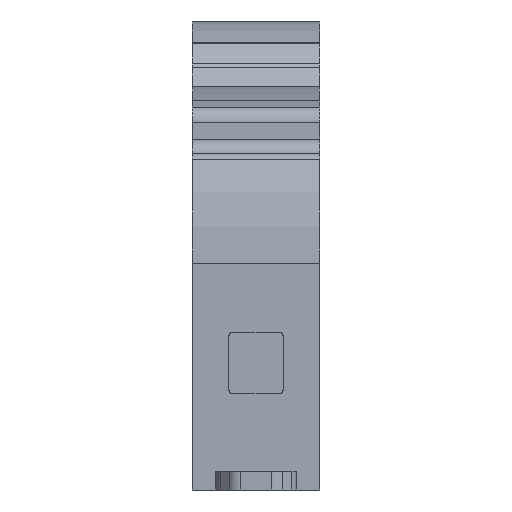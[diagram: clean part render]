
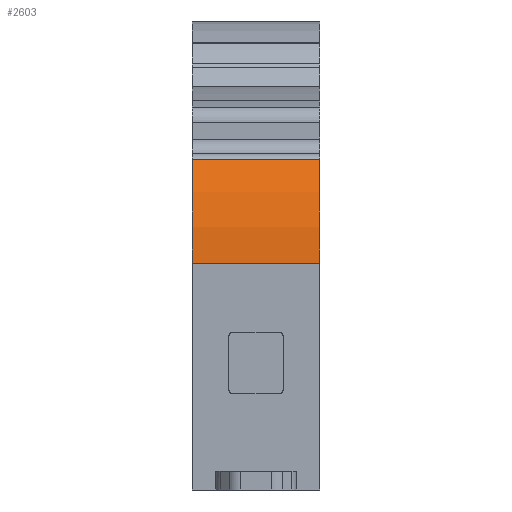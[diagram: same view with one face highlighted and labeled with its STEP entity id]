
A CAD part, front view. The second image highlights one B-rep face of the part: STEP entity #2603.
In plain terms, the highlighted cylindrical face has radius 30.125 mm (diameter 60.25 mm), a partial arc.
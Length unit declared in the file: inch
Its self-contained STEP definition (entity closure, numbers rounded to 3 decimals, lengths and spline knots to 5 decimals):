
#15 = DIRECTION ( 'NONE',  ( 0., 0., 1. ) ) ;
#184 = AXIS2_PLACEMENT_3D ( 'NONE', #3681, #2186, #996 ) ;
#449 = LINE ( 'NONE', #1633, #1367 ) ;
#645 = EDGE_LOOP ( 'NONE', ( #1561, #939, #1599, #959 ) ) ;
#710 = CARTESIAN_POINT ( 'NONE',  ( -0.34449, -1.533, 1.5436 ) ) ;
#838 = EDGE_CURVE ( 'NONE', #1412, #3518, #2028, .T. ) ;
#883 = FACE_OUTER_BOUND ( 'NONE', #645, .T. ) ;
#939 = ORIENTED_EDGE ( 'NONE', *, *, #1452, .T. ) ;
#957 = CARTESIAN_POINT ( 'NONE',  ( -0.34449, -1.67323, 0.98417 ) ) ;
#959 = ORIENTED_EDGE ( 'NONE', *, *, #838, .T. ) ;
#996 = DIRECTION ( 'NONE',  ( 0., 0., 1. ) ) ;
#1351 = DIRECTION ( 'NONE',  ( 1., 0., 0. ) ) ;
#1367 = VECTOR ( 'NONE', #1351, 39.37008 ) ;
#1412 = VERTEX_POINT ( 'NONE', #1961 ) ;
#1432 = CIRCLE ( 'NONE', #2936, 1.18602 ) ;
#1452 = EDGE_CURVE ( 'NONE', #3548, #2135, #449, .T. ) ;
#1482 = VECTOR ( 'NONE', #1771, 39.37008 ) ;
#1561 = ORIENTED_EDGE ( 'NONE', *, *, #3604, .T. ) ;
#1599 = ORIENTED_EDGE ( 'NONE', *, *, #1907, .T. ) ;
#1633 = CARTESIAN_POINT ( 'NONE',  ( 0.34449, -1.67323, 0.98417 ) ) ;
#1771 = DIRECTION ( 'NONE',  ( -1., 0., 0. ) ) ;
#1790 = DIRECTION ( 'NONE',  ( -1., 0., 0. ) ) ;
#1907 = EDGE_CURVE ( 'NONE', #2135, #1412, #1432, .T. ) ;
#1961 = CARTESIAN_POINT ( 'NONE',  ( 0.34449, -1.533, 1.5436 ) ) ;
#2028 = LINE ( 'NONE', #3278, #1482 ) ;
#2121 = CARTESIAN_POINT ( 'NONE',  ( 0.34449, -0.4872, 0.98417 ) ) ;
#2135 = VERTEX_POINT ( 'NONE', #2787 ) ;
#2186 = DIRECTION ( 'NONE',  ( 1., 0., 0. ) ) ;
#2345 = DIRECTION ( 'NONE',  ( -1., 0., 0. ) ) ;
#2603 = ADVANCED_FACE ( 'NONE', ( #883 ), #3253, .T. ) ;
#2625 = CIRCLE ( 'NONE', #184, 1.18602 ) ;
#2787 = CARTESIAN_POINT ( 'NONE',  ( 0.34449, -1.67323, 0.98417 ) ) ;
#2936 = AXIS2_PLACEMENT_3D ( 'NONE', #2121, #1790, #15 ) ;
#3219 = DIRECTION ( 'NONE',  ( 0., 0., 1. ) ) ;
#3237 = AXIS2_PLACEMENT_3D ( 'NONE', #3840, #2345, #3219 ) ;
#3253 = CYLINDRICAL_SURFACE ( 'NONE', #3237, 1.18602 ) ;
#3278 = CARTESIAN_POINT ( 'NONE',  ( 0.34449, -1.533, 1.5436 ) ) ;
#3518 = VERTEX_POINT ( 'NONE', #710 ) ;
#3548 = VERTEX_POINT ( 'NONE', #957 ) ;
#3604 = EDGE_CURVE ( 'NONE', #3518, #3548, #2625, .T. ) ;
#3681 = CARTESIAN_POINT ( 'NONE',  ( -0.34449, -0.4872, 0.98417 ) ) ;
#3840 = CARTESIAN_POINT ( 'NONE',  ( 0.34449, -0.4872, 0.98417 ) ) ;
